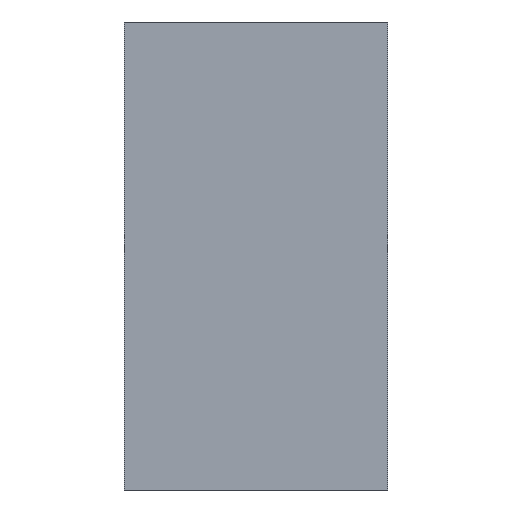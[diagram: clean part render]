
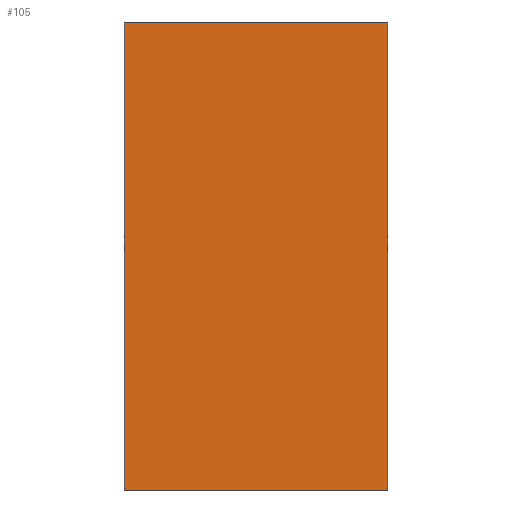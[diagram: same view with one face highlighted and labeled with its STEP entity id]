
A CAD part, front view. The second image highlights one B-rep face of the part: STEP entity #105.
In plain terms, the highlighted planar face has unit normal (0, -1, 0).
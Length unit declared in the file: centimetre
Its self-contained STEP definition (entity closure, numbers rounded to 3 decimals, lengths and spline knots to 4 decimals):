
#19=FACE_OUTER_BOUND('',#25,.T.);
#25=EDGE_LOOP('',(#78,#79,#80,#81));
#34=LINE('',#157,#46);
#35=LINE('',#159,#47);
#36=LINE('',#161,#48);
#37=LINE('',#162,#49);
#46=VECTOR('',#128,1.);
#47=VECTOR('',#129,1.);
#48=VECTOR('',#130,1.);
#49=VECTOR('',#131,1.);
#58=VERTEX_POINT('',#155);
#59=VERTEX_POINT('',#156);
#60=VERTEX_POINT('',#158);
#61=VERTEX_POINT('',#160);
#66=EDGE_CURVE('',#58,#59,#34,.T.);
#67=EDGE_CURVE('',#59,#60,#35,.T.);
#68=EDGE_CURVE('',#60,#61,#36,.T.);
#69=EDGE_CURVE('',#61,#58,#37,.T.);
#78=ORIENTED_EDGE('',*,*,#66,.T.);
#79=ORIENTED_EDGE('',*,*,#67,.T.);
#80=ORIENTED_EDGE('',*,*,#68,.T.);
#81=ORIENTED_EDGE('',*,*,#69,.T.);
#99=PLANE('',#113);
#105=ADVANCED_FACE('',(#19),#99,.F.);
#113=AXIS2_PLACEMENT_3D('',#154,#126,#127);
#126=DIRECTION('center_axis',(0.,1.,0.));
#127=DIRECTION('ref_axis',(0.,0.,-1.));
#128=DIRECTION('',(1.,0.,0.));
#129=DIRECTION('',(0.,0.,1.));
#130=DIRECTION('',(-1.,0.,0.));
#131=DIRECTION('',(0.,0.,-1.));
#154=CARTESIAN_POINT('Origin',(-1.9816,0.,-3.025));
#155=CARTESIAN_POINT('',(-3.6816,0.,-6.05));
#156=CARTESIAN_POINT('',(-0.2816,0.,-6.05));
#157=CARTESIAN_POINT('',(-1.9816,0.,-6.05));
#158=CARTESIAN_POINT('',(-0.2816,0.,0.));
#159=CARTESIAN_POINT('',(-0.2816,0.,-3.025));
#160=CARTESIAN_POINT('',(-3.6816,0.,0.));
#161=CARTESIAN_POINT('',(-1.9816,0.,0.));
#162=CARTESIAN_POINT('',(-3.6816,0.,-3.025));
